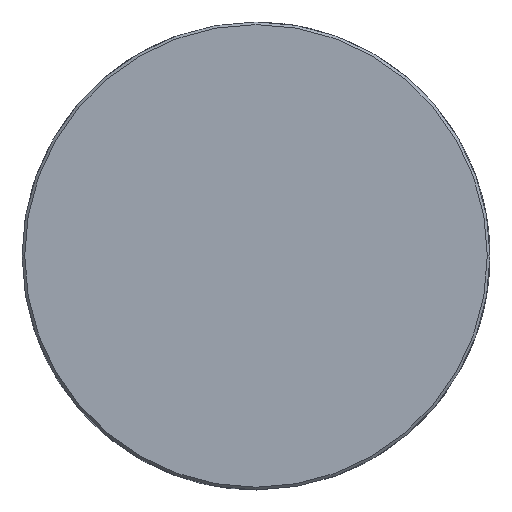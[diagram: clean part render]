
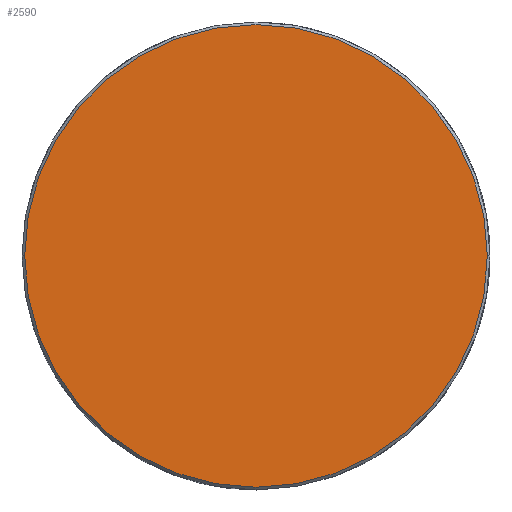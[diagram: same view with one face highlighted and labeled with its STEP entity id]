
A CAD part, top view. The second image highlights one B-rep face of the part: STEP entity #2590.
In plain terms, the highlighted planar face has unit normal (0, 0, 1).
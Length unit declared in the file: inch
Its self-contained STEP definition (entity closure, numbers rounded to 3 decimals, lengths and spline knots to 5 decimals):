
#189 = CARTESIAN_POINT ( 'NONE',  ( -0.07655, 0.42933, -0.15288 ) ) ;
#528 = ORIENTED_EDGE ( 'NONE', *, *, #624, .F. ) ;
#565 = CIRCLE ( 'NONE', #2862, 0.49443 ) ;
#624 = EDGE_CURVE ( 'NONE', #625, #2654, #565, .T. ) ;
#625 = VERTEX_POINT ( 'NONE', #1130 ) ;
#703 = CARTESIAN_POINT ( 'NONE',  ( -0.07655, 0.42933, -0.15288 ) ) ;
#714 = CARTESIAN_POINT ( 'NONE',  ( -0.07655, 0.42933, -0.15288 ) ) ;
#927 = DIRECTION ( 'NONE',  ( -1., 0., 0. ) ) ;
#937 = DIRECTION ( 'NONE',  ( -1., 0., 0. ) ) ;
#989 = CIRCLE ( 'NONE', #1403, 0.49443 ) ;
#1130 = CARTESIAN_POINT ( 'NONE',  ( 0.41788, 0.42933, -0.15288 ) ) ;
#1199 = EDGE_LOOP ( 'NONE', ( #2295, #528 ) ) ;
#1289 = DIRECTION ( 'NONE',  ( -1., 0., 0. ) ) ;
#1403 = AXIS2_PLACEMENT_3D ( 'NONE', #714, #2248, #937 ) ;
#1505 = FACE_OUTER_BOUND ( 'NONE', #1199, .T. ) ;
#1737 = CARTESIAN_POINT ( 'NONE',  ( -0.57099, 0.42933, -0.15288 ) ) ;
#1943 = PLANE ( 'NONE',  #2152 ) ;
#2152 = AXIS2_PLACEMENT_3D ( 'NONE', #189, #2609, #1289 ) ;
#2236 = DIRECTION ( 'NONE',  ( 0., 0., -1. ) ) ;
#2248 = DIRECTION ( 'NONE',  ( 0., 0., -1. ) ) ;
#2295 = ORIENTED_EDGE ( 'NONE', *, *, #2399, .F. ) ;
#2399 = EDGE_CURVE ( 'NONE', #2654, #625, #989, .T. ) ;
#2590 = ADVANCED_FACE ( 'NONE', ( #1505 ), #1943, .F. ) ;
#2609 = DIRECTION ( 'NONE',  ( 0., 0., -1. ) ) ;
#2654 = VERTEX_POINT ( 'NONE', #1737 ) ;
#2862 = AXIS2_PLACEMENT_3D ( 'NONE', #703, #2236, #927 ) ;
